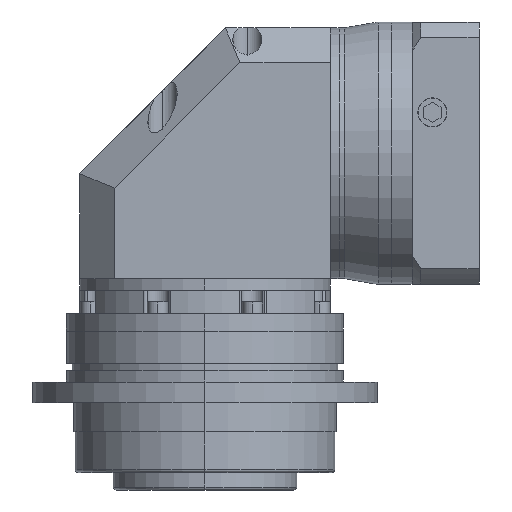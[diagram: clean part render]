
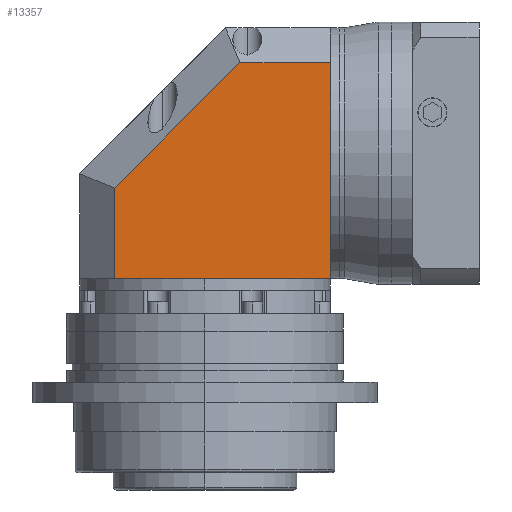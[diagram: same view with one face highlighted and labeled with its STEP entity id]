
A CAD part, left-side view. The second image highlights one B-rep face of the part: STEP entity #13357.
In plain terms, the highlighted planar face has unit normal (-1, 0, 0).
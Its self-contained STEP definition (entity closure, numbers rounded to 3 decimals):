
#369 = ORIENTED_EDGE ( 'NONE', *, *, #6863, .F. ) ;
#1109 = ORIENTED_EDGE ( 'NONE', *, *, #4409, .T. ) ;
#1328 = CARTESIAN_POINT ( 'NONE',  ( -43., -43., 86. ) ) ;
#1462 = CARTESIAN_POINT ( 'NONE',  ( -43., -43., 74. ) ) ;
#1767 = AXIS2_PLACEMENT_3D ( 'NONE', #10399, #5686, #13991 ) ;
#2139 = CARTESIAN_POINT ( 'NONE',  ( -43., -43., 74. ) ) ;
#2171 = LINE ( 'NONE', #2139, #11648 ) ;
#2343 = EDGE_CURVE ( 'NONE', #10791, #6067, #5708, .T. ) ;
#2532 = VECTOR ( 'NONE', #6445, 1000. ) ;
#2665 = DIRECTION ( 'NONE',  ( 0., 0., -1. ) ) ;
#2705 = CARTESIAN_POINT ( 'NONE',  ( -43., 34.515, 27.515 ) ) ;
#2994 = VERTEX_POINT ( 'NONE', #4799 ) ;
#3093 = CARTESIAN_POINT ( 'NONE',  ( -43., 31., 0. ) ) ;
#3434 = VERTEX_POINT ( 'NONE', #11307 ) ;
#3734 = ORIENTED_EDGE ( 'NONE', *, *, #2343, .T. ) ;
#4211 = EDGE_LOOP ( 'NONE', ( #1109, #8550, #3734, #14329, #369, #8209, #13732 ) ) ;
#4409 = EDGE_CURVE ( 'NONE', #12676, #2994, #12792, .T. ) ;
#4576 = LINE ( 'NONE', #12987, #10161 ) ;
#4716 = LINE ( 'NONE', #8636, #13834 ) ;
#4797 = LINE ( 'NONE', #1328, #5930 ) ;
#4799 = CARTESIAN_POINT ( 'NONE',  ( -43., 31., 31.029 ) ) ;
#5343 = EDGE_CURVE ( 'NONE', #10599, #12676, #2171, .T. ) ;
#5441 = LINE ( 'NONE', #6702, #14929 ) ;
#5444 = EDGE_CURVE ( 'NONE', #6067, #3434, #4576, .T. ) ;
#5686 = DIRECTION ( 'NONE',  ( 1., 0., 0. ) ) ;
#5708 = LINE ( 'NONE', #6395, #2532 ) ;
#5930 = VECTOR ( 'NONE', #9643, 1000. ) ;
#6067 = VERTEX_POINT ( 'NONE', #8207 ) ;
#6395 = CARTESIAN_POINT ( 'NONE',  ( -43., -43., 0. ) ) ;
#6445 = DIRECTION ( 'NONE',  ( 0., -1., 0. ) ) ;
#6702 = CARTESIAN_POINT ( 'NONE',  ( -43., 31., 86. ) ) ;
#6863 = EDGE_CURVE ( 'NONE', #11635, #3434, #4716, .T. ) ;
#7231 = VECTOR ( 'NONE', #11008, 1000. ) ;
#7378 = CARTESIAN_POINT ( 'NONE',  ( -43., -43., 43. ) ) ;
#7504 = EDGE_CURVE ( 'NONE', #2994, #10791, #5441, .T. ) ;
#7750 = EDGE_CURVE ( 'NONE', #10599, #11635, #4797, .T. ) ;
#8207 = CARTESIAN_POINT ( 'NONE',  ( -43., 0., 0. ) ) ;
#8209 = ORIENTED_EDGE ( 'NONE', *, *, #7750, .F. ) ;
#8550 = ORIENTED_EDGE ( 'NONE', *, *, #7504, .T. ) ;
#8636 = CARTESIAN_POINT ( 'NONE',  ( -43., -43., 86. ) ) ;
#9027 = CARTESIAN_POINT ( 'NONE',  ( -43., -11.971, 74. ) ) ;
#9643 = DIRECTION ( 'NONE',  ( 0., 0., -1. ) ) ;
#10161 = VECTOR ( 'NONE', #14182, 1000. ) ;
#10389 = FACE_OUTER_BOUND ( 'NONE', #4211, .T. ) ;
#10399 = CARTESIAN_POINT ( 'NONE',  ( -43., -43., 86. ) ) ;
#10599 = VERTEX_POINT ( 'NONE', #1462 ) ;
#10791 = VERTEX_POINT ( 'NONE', #3093 ) ;
#11008 = DIRECTION ( 'NONE',  ( 0., 0.707, -0.707 ) ) ;
#11307 = CARTESIAN_POINT ( 'NONE',  ( -43., -43., 0. ) ) ;
#11635 = VERTEX_POINT ( 'NONE', #7378 ) ;
#11648 = VECTOR ( 'NONE', #15195, 1000. ) ;
#12676 = VERTEX_POINT ( 'NONE', #9027 ) ;
#12792 = LINE ( 'NONE', #2705, #7231 ) ;
#12987 = CARTESIAN_POINT ( 'NONE',  ( -43., -43., 0. ) ) ;
#13357 = ADVANCED_FACE ( 'NONE', ( #10389 ), #15151, .F. ) ;
#13732 = ORIENTED_EDGE ( 'NONE', *, *, #5343, .T. ) ;
#13827 = DIRECTION ( 'NONE',  ( 0., 0., -1. ) ) ;
#13834 = VECTOR ( 'NONE', #2665, 1000. ) ;
#13991 = DIRECTION ( 'NONE',  ( 0., 0., -1. ) ) ;
#14182 = DIRECTION ( 'NONE',  ( 0., -1., 0. ) ) ;
#14329 = ORIENTED_EDGE ( 'NONE', *, *, #5444, .T. ) ;
#14929 = VECTOR ( 'NONE', #13827, 1000. ) ;
#15151 = PLANE ( 'NONE',  #1767 ) ;
#15195 = DIRECTION ( 'NONE',  ( 0., 1., 0. ) ) ;
